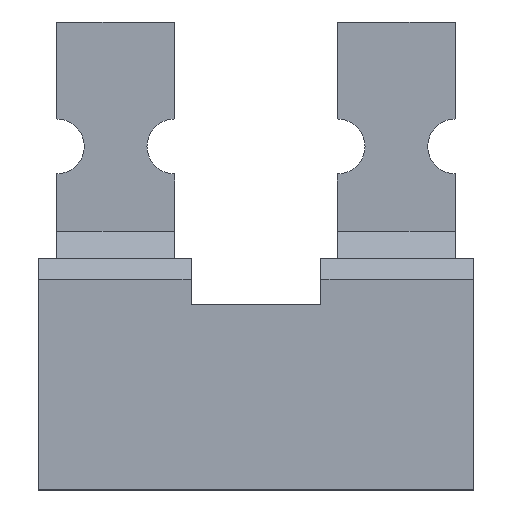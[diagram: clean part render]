
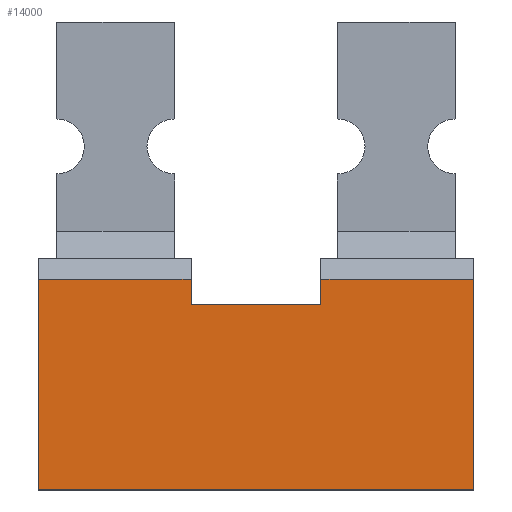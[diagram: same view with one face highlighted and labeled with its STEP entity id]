
A CAD part, top view. The second image highlights one B-rep face of the part: STEP entity #14000.
In plain terms, the highlighted planar face has unit normal (0, 0, 1).
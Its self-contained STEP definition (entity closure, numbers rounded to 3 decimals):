
#200=CARTESIAN_POINT('',(8.5,-19.121,0.));
#210=VERTEX_POINT('',#200);
#240=CARTESIAN_POINT('',(8.5,-13.857,0.));
#250=DIRECTION('',(0.,1.,0.));
#260=VECTOR('',#250,1.);
#270=LINE('',#240,#260);
#280=CARTESIAN_POINT('',(8.5,0.,0.));
#290=VERTEX_POINT('',#280);
#300=EDGE_CURVE('',#210,#290,#270,.T.);
#1620=CARTESIAN_POINT('',(-5.35,-16.8,0.));
#1630=VERTEX_POINT('',#1620);
#1660=CARTESIAN_POINT('',(-5.35,-13.857,0.))
;
#1670=DIRECTION('',(0.,1.,0.));
#1680=VECTOR('',#1670,1.);
#1690=LINE('',#1660,#1680);
#1700=CARTESIAN_POINT('',(-5.35,-19.121,0.));
#1710=VERTEX_POINT('',#1700);
#1720=EDGE_CURVE('',#1710,#1630,#1690,.T.);
#3910=CARTESIAN_POINT('',(0.,-19.121,0.));
#3920=DIRECTION('',(-1.,0.,0.));
#3930=VECTOR('',#3920,1.);
#3940=LINE('',#3910,#3930);
#3950=EDGE_CURVE('',#210,#1710,#3940,.T.);
#5910=CARTESIAN_POINT('',(-31.,0.,0.));
#5920=VERTEX_POINT('',#5910);
#5950=CARTESIAN_POINT('',(-31.,-13.857,0.));
#5960=DIRECTION('',(0.,1.,0.));
#5970=VECTOR('',#5960,1.);
#5980=LINE('',#5950,#5970);
#5990=CARTESIAN_POINT('',(-31.,-19.121,0.));
#6000=VERTEX_POINT('',#5990);
#6010=EDGE_CURVE('',#6000,#5920,#5980,.T.);
#8830=CARTESIAN_POINT('',(-17.15,-16.8,0.));
#8840=VERTEX_POINT('',#8830);
#8870=CARTESIAN_POINT('',(-22.5,-16.8,0.));
#8880=DIRECTION('',(-1.,0.,0.));
#8890=VECTOR('',#8880,1.);
#8900=LINE('',#8870,#8890);
#8910=EDGE_CURVE('',#1630,#8840,#8900,.T.);
#13310=CARTESIAN_POINT('',(-17.15,-19.121,0.)
);
#13320=VERTEX_POINT('',#13310);
#13350=CARTESIAN_POINT('',(-17.15,-13.857,0.
));
#13360=DIRECTION('',(0.,1.,0.));
#13370=VECTOR('',#13360,1.);
#13380=LINE('',#13350,#13370);
#13390=EDGE_CURVE('',#13320,#8840,#13380,.T.);
#13630=CARTESIAN_POINT('',(-22.5,-19.121,0.))
;
#13640=DIRECTION('',(1.,0.,0.));
#13650=VECTOR('',#13640,1.);
#13660=LINE('',#13630,#13650);
#13670=EDGE_CURVE('',#6000,#13320,#13660,.T.);
#13800=CARTESIAN_POINT('',(-22.5,0.,0.));
#13810=DIRECTION('',(0.,0.,-1.));
#13820=DIRECTION('',(0.,1.,0.));
#13830=AXIS2_PLACEMENT_3D('',#13800,#13810,#13820);
#13840=PLANE('',#13830);
#13850=ORIENTED_EDGE('',*,*,#300,.T.);
#13860=ORIENTED_EDGE('',*,*,#3950,.F.);
#13870=ORIENTED_EDGE('',*,*,#1720,.F.);
#13880=ORIENTED_EDGE('',*,*,#8910,.F.);
#13890=ORIENTED_EDGE('',*,*,#13390,.T.);
#13900=ORIENTED_EDGE('',*,*,#13670,.T.);
#13910=ORIENTED_EDGE('',*,*,#6010,.F.);
#13920=CARTESIAN_POINT('',(-22.5,0.,0.));
#13930=DIRECTION('',(1.,0.,0.));
#13940=VECTOR('',#13930,1.);
#13950=LINE('',#13920,#13940);
#13960=EDGE_CURVE('',#5920,#290,#13950,.T.);
#13970=ORIENTED_EDGE('',*,*,#13960,.F.);
#13980=EDGE_LOOP('',(#13970,#13910,#13900,#13890,#13880,#13870,#13860,
#13850));
#13990=FACE_OUTER_BOUND('',#13980,.T.);
#14000=ADVANCED_FACE('',(#13990),#13840,.F.);
